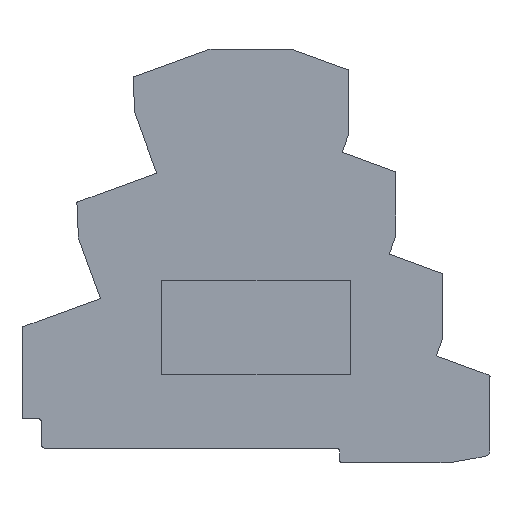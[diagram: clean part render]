
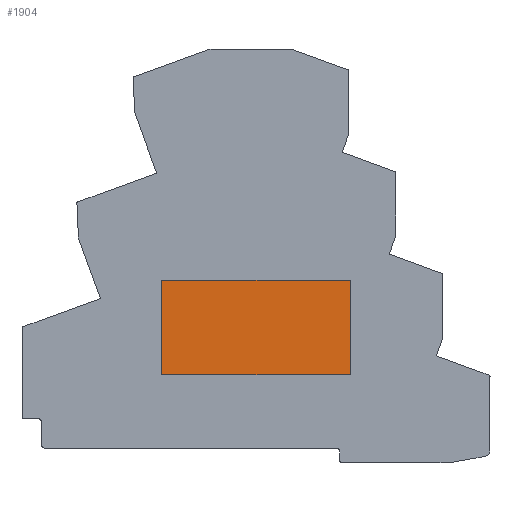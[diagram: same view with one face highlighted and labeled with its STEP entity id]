
A CAD part, top view. The second image highlights one B-rep face of the part: STEP entity #1904.
In plain terms, the highlighted planar face has unit normal (0, 0, 1).
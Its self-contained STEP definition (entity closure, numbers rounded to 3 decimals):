
#674=DIRECTION('',(0.,-1.,0.));
#675=VECTOR('',#674,20.);
#676=CARTESIAN_POINT('',(-20.,36.,2.1));
#677=LINE('',#676,#675);
#678=DIRECTION('',(-1.,0.,0.));
#679=VECTOR('',#678,40.);
#680=CARTESIAN_POINT('',(20.,36.,2.1));
#681=LINE('',#680,#679);
#682=DIRECTION('',(0.,1.,0.));
#683=VECTOR('',#682,20.);
#684=CARTESIAN_POINT('',(20.,16.,2.1));
#685=LINE('',#684,#683);
#686=DIRECTION('',(1.,0.,0.));
#687=VECTOR('',#686,40.);
#688=CARTESIAN_POINT('',(-20.,16.,2.1));
#689=LINE('',#688,#687);
#1000=CARTESIAN_POINT('',(-20.,36.,2.1));
#1001=CARTESIAN_POINT('',(-20.,16.,2.1));
#1002=VERTEX_POINT('',#1000);
#1003=VERTEX_POINT('',#1001);
#1004=CARTESIAN_POINT('',(20.,16.,2.1));
#1005=VERTEX_POINT('',#1004);
#1006=CARTESIAN_POINT('',(20.,36.,2.1));
#1007=VERTEX_POINT('',#1006);
#1893=CARTESIAN_POINT('',(0.,0.,2.1));
#1894=DIRECTION('',(0.,0.,1.));
#1895=DIRECTION('',(1.,0.,0.));
#1896=AXIS2_PLACEMENT_3D('',#1893,#1894,#1895);
#1897=PLANE('',#1896);
#1898=ORIENTED_EDGE('',*,*,#1845,.F.);
#1899=ORIENTED_EDGE('',*,*,#1860,.F.);
#1900=ORIENTED_EDGE('',*,*,#1874,.F.);
#1901=ORIENTED_EDGE('',*,*,#1887,.F.);
#1902=EDGE_LOOP('',(#1898,#1899,#1900,#1901));
#1903=FACE_OUTER_BOUND('',#1902,.F.);
#1845=EDGE_CURVE('',#1002,#1003,#677,.T.);
#1860=EDGE_CURVE('',#1007,#1002,#681,.T.);
#1874=EDGE_CURVE('',#1005,#1007,#685,.T.);
#1887=EDGE_CURVE('',#1003,#1005,#689,.T.);
#1904=ADVANCED_FACE('',(#1903),#1897,.T.);
